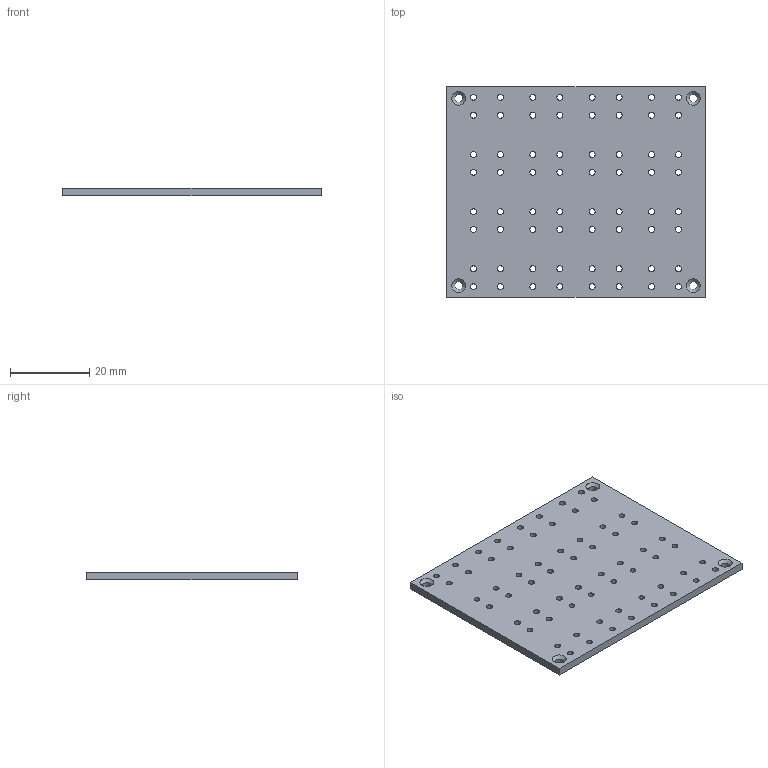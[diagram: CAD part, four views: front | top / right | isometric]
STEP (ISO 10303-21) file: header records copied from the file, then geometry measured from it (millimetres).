
FILE_DESCRIPTION(/* description */ (''),/* implementation_level */ '2;1');
FILE_NAME(/* name */ 'keypad.step',/* time_stamp */ '2022-12-10T06:46:05-06:00',/* author */ (''),/* organization */ (''),/* preprocessor_version */ 'ST-DEVELOPER v19.2',/* originating_system */ 'Autodesk Translation Framework v11.17.0.187',/* authorisation */ '');
FILE_SCHEMA (('AUTOMOTIVE_DESIGN { 1 0 10303 214 3 1 1 }'));
Length unit declared in the file: millimetre
Products named in the file (1): picochip8_keypad
Bounding box: 65.2 x 53.2 x 2 mm (x, y, z)
Volume: 6677.1 mm3; surface area: 7804.9 mm2
Topology: 1 solids, 1 shells, 78 faces, 224 edges, 148 vertices
Faces by surface type: cylinder 68, plane 6, cone 4
Full cylindrical faces by diameter (mm): 1.5 x64, 2 x4
Entity records: 2941 total; most frequent: DIRECTION 522, CARTESIAN_POINT 451, ORIENTED_EDGE 448, EDGE_CURVE 224, AXIS2_PLACEMENT_3D 219, EDGE_LOOP 214, VERTEX_POINT 148, CIRCLE 140
